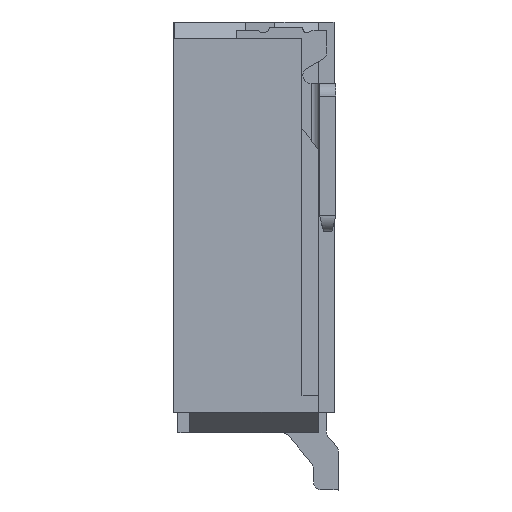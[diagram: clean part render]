
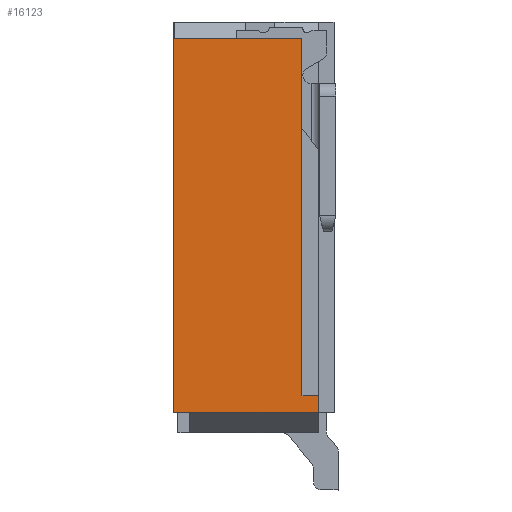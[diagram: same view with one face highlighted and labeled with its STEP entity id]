
A CAD part, left-side view. The second image highlights one B-rep face of the part: STEP entity #16123.
In plain terms, the highlighted face is planar.
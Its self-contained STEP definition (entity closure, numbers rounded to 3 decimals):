
#9 = LINE ( 'NONE', #5176, #12613 ) ;
#1745 = VERTEX_POINT ( 'NONE', #12798 ) ;
#2658 = LINE ( 'NONE', #11878, #15146 ) ;
#2877 = EDGE_CURVE ( 'NONE', #25158, #17647, #2658, .T. ) ;
#3612 = VERTEX_POINT ( 'NONE', #21106 ) ;
#3825 = EDGE_CURVE ( 'NONE', #30094, #27023, #9, .T. ) ;
#4191 = CARTESIAN_POINT ( 'NONE',  ( 0.39, 7.15, 0.45 ) ) ;
#4197 = CARTESIAN_POINT ( 'NONE',  ( 0.19, 7.15, 0.25 ) ) ;
#5037 = FACE_OUTER_BOUND ( 'NONE', #20220, .T. ) ;
#5176 = CARTESIAN_POINT ( 'NONE',  ( 1.76, 7.15, 0.25 ) ) ;
#6137 = CARTESIAN_POINT ( 'NONE',  ( 1.95, 7.15, 0.25 ) ) ;
#6225 = LINE ( 'NONE', #20634, #9339 ) ;
#6269 = DIRECTION ( 'NONE',  ( 0., 0., -1. ) ) ;
#6347 = EDGE_CURVE ( 'NONE', #27023, #17647, #7099, .T. ) ;
#6991 = CARTESIAN_POINT ( 'NONE',  ( 0.19, 7.15, 0.45 ) ) ;
#7099 = LINE ( 'NONE', #4197, #20916 ) ;
#7306 = PLANE ( 'NONE',  #29283 ) ;
#7425 = VECTOR ( 'NONE', #6269, 1000. ) ;
#7633 = ORIENTED_EDGE ( 'NONE', *, *, #28740, .F. ) ;
#7789 = CARTESIAN_POINT ( 'NONE',  ( 1.07, 7.15, 2.525 ) ) ;
#8854 = CARTESIAN_POINT ( 'NONE',  ( 0.39, 7.15, 4.8 ) ) ;
#9334 = ORIENTED_EDGE ( 'NONE', *, *, #11705, .F. ) ;
#9339 = VECTOR ( 'NONE', #25971, 1000. ) ;
#10706 = DIRECTION ( 'NONE',  ( -1., 0., 0. ) ) ;
#11496 = ORIENTED_EDGE ( 'NONE', *, *, #26726, .F. ) ;
#11637 = DIRECTION ( 'NONE',  ( 0., 0., 1. ) ) ;
#11705 = EDGE_CURVE ( 'NONE', #29688, #25158, #26169, .T. ) ;
#11878 = CARTESIAN_POINT ( 'NONE',  ( 0.39, 7.15, 0.45 ) ) ;
#12613 = VECTOR ( 'NONE', #15054, 1000. ) ;
#12798 = CARTESIAN_POINT ( 'NONE',  ( 1.95, 7.15, 4.8 ) ) ;
#13579 = ORIENTED_EDGE ( 'NONE', *, *, #31140, .T. ) ;
#13747 = LINE ( 'NONE', #6137, #18569 ) ;
#14078 = CARTESIAN_POINT ( 'NONE',  ( 0.39, 7.15, 4.8 ) ) ;
#14911 = DIRECTION ( 'NONE',  ( 0., 1., 0. ) ) ;
#15054 = DIRECTION ( 'NONE',  ( -1., 0., 0. ) ) ;
#15146 = VECTOR ( 'NONE', #19336, 1000. ) ;
#16123 = ADVANCED_FACE ( 'NONE', ( #5037 ), #7306, .T. ) ;
#17285 = VECTOR ( 'NONE', #10706, 1000. ) ;
#17647 = VERTEX_POINT ( 'NONE', #6991 ) ;
#17669 = DIRECTION ( 'NONE',  ( 1., 0., 0. ) ) ;
#18547 = ORIENTED_EDGE ( 'NONE', *, *, #6347, .T. ) ;
#18569 = VECTOR ( 'NONE', #18770, 1000. ) ;
#18770 = DIRECTION ( 'NONE',  ( 0., 0., 1. ) ) ;
#19336 = DIRECTION ( 'NONE',  ( -1., 0., 0. ) ) ;
#20201 = CARTESIAN_POINT ( 'NONE',  ( 0.19, 7.15, 0.25 ) ) ;
#20220 = EDGE_LOOP ( 'NONE', ( #7633, #11496, #13579, #24687, #18547, #28736, #9334 ) ) ;
#20634 = CARTESIAN_POINT ( 'NONE',  ( 1.95, 7.15, 4.8 ) ) ;
#20916 = VECTOR ( 'NONE', #11637, 1000. ) ;
#21106 = CARTESIAN_POINT ( 'NONE',  ( 1.95, 7.15, 0.25 ) ) ;
#22538 = LINE ( 'NONE', #27864, #17285 ) ;
#24687 = ORIENTED_EDGE ( 'NONE', *, *, #3825, .T. ) ;
#25158 = VERTEX_POINT ( 'NONE', #4191 ) ;
#25971 = DIRECTION ( 'NONE',  ( -1., 0., 0. ) ) ;
#26169 = LINE ( 'NONE', #8854, #7425 ) ;
#26726 = EDGE_CURVE ( 'NONE', #3612, #1745, #13747, .T. ) ;
#27023 = VERTEX_POINT ( 'NONE', #20201 ) ;
#27864 = CARTESIAN_POINT ( 'NONE',  ( 1.95, 7.15, 0.25 ) ) ;
#28736 = ORIENTED_EDGE ( 'NONE', *, *, #2877, .F. ) ;
#28740 = EDGE_CURVE ( 'NONE', #1745, #29688, #6225, .T. ) ;
#29283 = AXIS2_PLACEMENT_3D ( 'NONE', #7789, #14911, #17669 ) ;
#29688 = VERTEX_POINT ( 'NONE', #14078 ) ;
#30094 = VERTEX_POINT ( 'NONE', #31631 ) ;
#31140 = EDGE_CURVE ( 'NONE', #3612, #30094, #22538, .T. ) ;
#31631 = CARTESIAN_POINT ( 'NONE',  ( 1.76, 7.15, 0.25 ) ) ;
